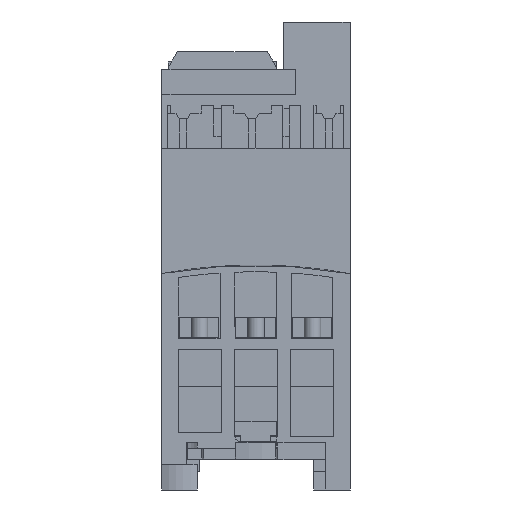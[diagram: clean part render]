
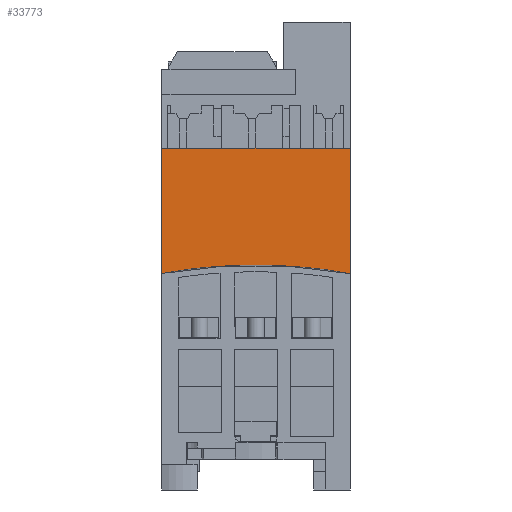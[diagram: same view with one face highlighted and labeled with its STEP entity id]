
A CAD part, front view. The second image highlights one B-rep face of the part: STEP entity #33773.
In plain terms, the highlighted planar face has unit normal (0, -1, 0).
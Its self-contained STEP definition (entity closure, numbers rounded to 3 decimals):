
#246=DIRECTION('',(0.,0.,-1.));
#247=VECTOR('',#246,29.936);
#248=CARTESIAN_POINT('',(45.,12.3,74.5));
#249=LINE('',#248,#247);
#3874=DIRECTION('',(0.,0.,-1.));
#3875=VECTOR('',#3874,29.9);
#3876=CARTESIAN_POINT('',(0.,12.3,74.5));
#3877=LINE('',#3876,#3875);
#12442=DIRECTION('',(1.,0.,0.));
#12443=VECTOR('',#12442,45.);
#12444=CARTESIAN_POINT('',(0.,12.3,74.5));
#12445=LINE('',#12444,#12443);
#12577=CARTESIAN_POINT('',(22.4,12.3,-79.84));
#12578=DIRECTION('',(0.,1.,0.));
#12579=DIRECTION('',(-0.177,0.,0.984));
#12580=AXIS2_PLACEMENT_3D('',#12577,#12578,#12579);
#19235=CARTESIAN_POINT('',(0.,12.3,74.5));
#19237=VERTEX_POINT('',#19235);
#19239=CARTESIAN_POINT('',(45.,12.3,74.5));
#19241=VERTEX_POINT('',#19239);
#22590=CARTESIAN_POINT('',(0.,12.3,44.6));
#22591=VERTEX_POINT('',#22590);
#22592=CARTESIAN_POINT('',(45.,12.3,44.564));
#22593=VERTEX_POINT('',#22592);
#33761=CARTESIAN_POINT('',(0.,12.3,74.5));
#33762=DIRECTION('',(0.,-1.,0.));
#33763=DIRECTION('',(0.,0.,-1.));
#33764=AXIS2_PLACEMENT_3D('',#33761,#33762,#33763);
#33765=PLANE('',#33764);
#33767=ORIENTED_EDGE('',*,*,#33766,.F.);
#33768=ORIENTED_EDGE('',*,*,#25841,.F.);
#33769=ORIENTED_EDGE('',*,*,#32417,.T.);
#33770=ORIENTED_EDGE('',*,*,#22857,.T.);
#33771=EDGE_LOOP('',(#33767,#33768,#33769,#33770));
#33772=FACE_OUTER_BOUND('',#33771,.F.);
#12581=CIRCLE('',#12580,126.44);
#22857=EDGE_CURVE('',#19241,#22593,#249,.T.);
#25841=EDGE_CURVE('',#19237,#22591,#3877,.T.);
#32417=EDGE_CURVE('',#19237,#19241,#12445,.T.);
#33766=EDGE_CURVE('',#22591,#22593,#12581,.T.);
#33773=ADVANCED_FACE('',(#33772),#33765,.T.);
